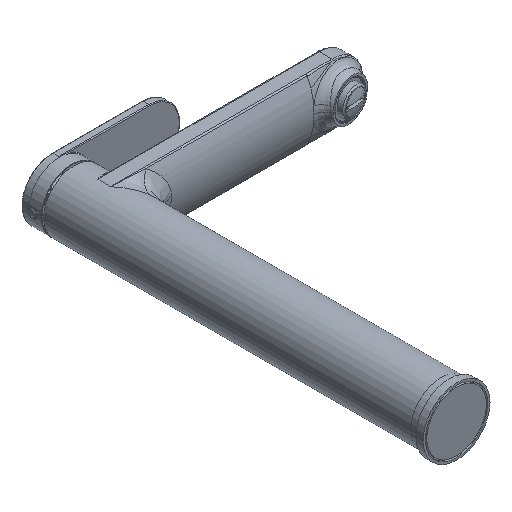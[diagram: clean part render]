
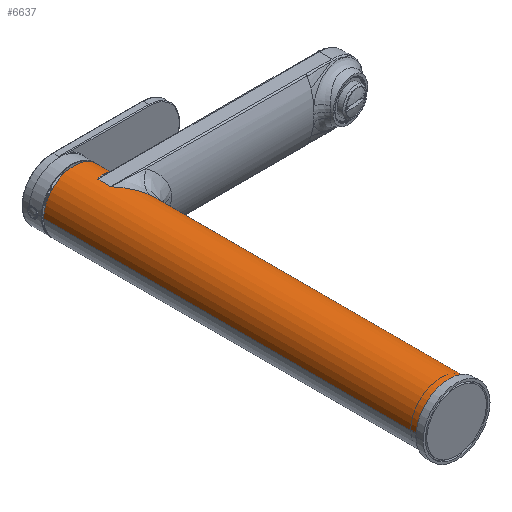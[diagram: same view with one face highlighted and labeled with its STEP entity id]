
A CAD part, isometric view. The second image highlights one B-rep face of the part: STEP entity #6637.
In plain terms, the highlighted cylindrical face has radius 21 mm (diameter 42 mm), a partial arc.
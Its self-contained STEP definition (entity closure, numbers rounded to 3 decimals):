
#1889=CARTESIAN_POINT('',(21.,93.491,0.));
#1916=DIRECTION('',(0.,1.,0.));
#1917=VECTOR('',#1916,211.991);
#1918=CARTESIAN_POINT('',(21.,-118.5,0.));
#1919=LINE('',#1918,#1917);
#1964=CARTESIAN_POINT('',(0.,114.383,21.));
#1965=CARTESIAN_POINT('',(2.312,111.741,21.));
#1966=CARTESIAN_POINT('',(6.931,106.467,20.253));
#1967=CARTESIAN_POINT('',(11.475,101.83,17.814));
#1968=CARTESIAN_POINT('',(13.631,100.189,15.975));
#1970=CARTESIAN_POINT('',(13.631,100.189,15.975));
#1971=CARTESIAN_POINT('',(15.781,98.553,14.141));
#1972=CARTESIAN_POINT('',(19.453,95.142,9.543));
#1973=CARTESIAN_POINT('',(21.,93.491,3.208));
#1974=CARTESIAN_POINT('',(21.,93.491,0.));
#1976=DIRECTION('',(0.,1.,0.));
#1977=VECTOR('',#1976,258.);
#1978=CARTESIAN_POINT('',(-21.,-118.5,0.));
#1979=LINE('',#1978,#1977);
#1980=DIRECTION('',(0.,-1.,0.));
#1981=VECTOR('',#1980,13.309);
#1982=CARTESIAN_POINT('',(21.,139.5,0.));
#1983=LINE('',#1982,#1981);
#1984=CARTESIAN_POINT('',(10.37,126.191,18.261));
#1985=CARTESIAN_POINT('',(10.064,126.191,18.435));
#1986=CARTESIAN_POINT('',(9.407,126.154,18.787));
#1987=CARTESIAN_POINT('',(8.294,125.985,19.307));
#1988=CARTESIAN_POINT('',(7.02,125.693,19.809));
#1989=CARTESIAN_POINT('',(5.564,125.266,20.271));
#1990=CARTESIAN_POINT('',(3.908,124.7,20.659));
#1991=CARTESIAN_POINT('',(2.061,124.005,20.929));
#1992=CARTESIAN_POINT('',(0.707,123.47,21.));
#1993=CARTESIAN_POINT('',(0.,123.191,
21.));
#1995=DIRECTION('',(0.,-1.,0.));
#1996=VECTOR('',#1995,8.808);
#1997=CARTESIAN_POINT('',(0.,123.191,
21.));
#1998=LINE('',#1997,#1996);
#2004=CARTESIAN_POINT('',(0.,-118.5,0.));
#2005=DIRECTION('',(0.,1.,0.));
#2006=DIRECTION('',(-1.,0.,0.));
#2007=AXIS2_PLACEMENT_3D('',#2004,#2005,#2006);
#2014=CARTESIAN_POINT('',(0.,139.5,0.));
#2015=DIRECTION('',(0.,-1.,0.));
#2016=DIRECTION('',(1.,0.,0.));
#2017=AXIS2_PLACEMENT_3D('',#2014,#2015,#2016);
#2019=CARTESIAN_POINT('',(0.,126.191,0.));
#2020=DIRECTION('',(0.,1.,0.));
#2021=DIRECTION('',(0.494,0.,0.87));
#2022=AXIS2_PLACEMENT_3D('',#2019,#2020,#2021);
#2052=CARTESIAN_POINT('',(0.,114.383,21.));
#2054=VERTEX_POINT('',#2052);
#2057=CARTESIAN_POINT('',(0.,123.191,
21.));
#2059=VERTEX_POINT('',#2057);
#2234=CARTESIAN_POINT('',(21.,-118.5,0.));
#2235=CARTESIAN_POINT('',(-21.,-118.5,0.));
#2236=VERTEX_POINT('',#2234);
#2237=VERTEX_POINT('',#2235);
#2238=VERTEX_POINT('',#1889);
#2241=CARTESIAN_POINT('',(21.,126.191,0.));
#2242=VERTEX_POINT('',#2241);
#2243=CARTESIAN_POINT('',(21.,139.5,0.));
#2244=VERTEX_POINT('',#2243);
#2245=CARTESIAN_POINT('',(-21.,139.5,0.));
#2246=VERTEX_POINT('',#2245);
#2247=VERTEX_POINT('',#1970);
#2248=CARTESIAN_POINT('',(10.37,126.191,18.261));
#2249=VERTEX_POINT('',#2248);
#6615=CARTESIAN_POINT('',(0.,-131.225,0.));
#6616=DIRECTION('',(0.,1.,0.));
#6617=DIRECTION('',(1.,0.,0.));
#6618=AXIS2_PLACEMENT_3D('',#6615,#6616,#6617);
#6619=CYLINDRICAL_SURFACE('',#6618,21.);
#6621=ORIENTED_EDGE('',*,*,#6620,.T.);
#6622=ORIENTED_EDGE('',*,*,#6608,.T.);
#6623=ORIENTED_EDGE('',*,*,#6519,.F.);
#6625=ORIENTED_EDGE('',*,*,#6624,.F.);
#6626=ORIENTED_EDGE('',*,*,#6515,.T.);
#6628=ORIENTED_EDGE('',*,*,#6627,.F.);
#6629=ORIENTED_EDGE('',*,*,#6511,.T.);
#6631=ORIENTED_EDGE('',*,*,#6630,.F.);
#6633=ORIENTED_EDGE('',*,*,#6632,.T.);
#6634=ORIENTED_EDGE('',*,*,#2319,.T.);
#6635=EDGE_LOOP('',(#6621,#6622,#6623,#6625,#6626,#6628,#6629,#6631,#6633,
#6634));
#6636=FACE_OUTER_BOUND('',#6635,.F.);
#1969=B_SPLINE_CURVE_WITH_KNOTS('',3,(#1964,#1965,#1966,#1967,#1968),
.UNSPECIFIED.,.F.,.F.,(4,1,4),(0.,0.5,1.),.UNSPECIFIED.);
#1975=B_SPLINE_CURVE_WITH_KNOTS('',3,(#1970,#1971,#1972,#1973,#1974),
.UNSPECIFIED.,.F.,.F.,(4,1,4),(0.,0.5,1.),.UNSPECIFIED.);
#1994=B_SPLINE_CURVE_WITH_KNOTS('',3,(#1984,#1985,#1986,#1987,#1988,#1989,#1990,
#1991,#1992,#1993),.UNSPECIFIED.,.F.,.F.,(4,1,1,1,1,1,1,4),(0.,
0.143,0.286,0.429,0.571,
0.714,0.857,1.),.UNSPECIFIED.);
#2008=CIRCLE('',#2007,21.);
#2018=CIRCLE('',#2017,21.);
#2023=CIRCLE('',#2022,21.);
#2319=EDGE_CURVE('',#2059,#2054,#1998,.T.);
#6511=EDGE_CURVE('',#2244,#2242,#1983,.T.);
#6515=EDGE_CURVE('',#2237,#2246,#1979,.T.);
#6519=EDGE_CURVE('',#2236,#2238,#1919,.T.);
#6608=EDGE_CURVE('',#2247,#2238,#1975,.T.);
#6620=EDGE_CURVE('',#2054,#2247,#1969,.T.);
#6624=EDGE_CURVE('',#2237,#2236,#2008,.T.);
#6627=EDGE_CURVE('',#2244,#2246,#2018,.T.);
#6630=EDGE_CURVE('',#2249,#2242,#2023,.T.);
#6632=EDGE_CURVE('',#2249,#2059,#1994,.T.);
#6637=ADVANCED_FACE('',(#6636),#6619,.T.);
